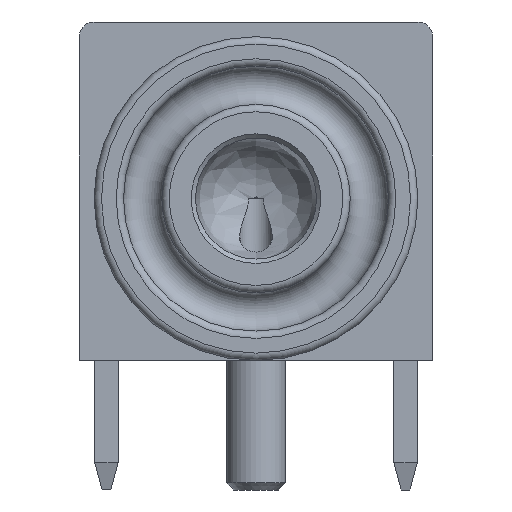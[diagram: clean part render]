
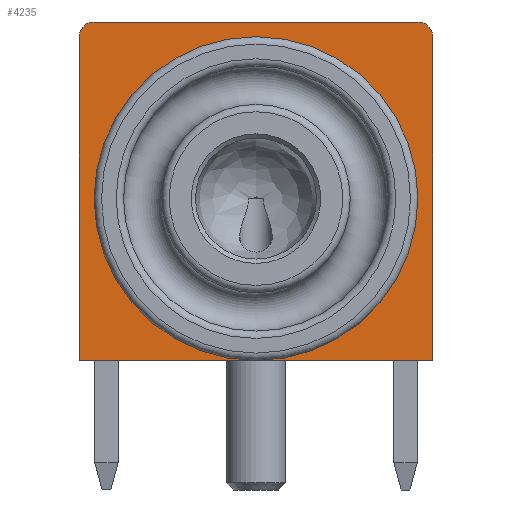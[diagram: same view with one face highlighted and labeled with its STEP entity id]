
A CAD part, front view. The second image highlights one B-rep face of the part: STEP entity #4235.
In plain terms, the highlighted planar face has unit normal (0, -1, 0).
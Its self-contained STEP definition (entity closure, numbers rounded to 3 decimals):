
#460=LINE('',#5926,#678);
#491=LINE('',#6078,#596);
#511=LINE('',#6123,#701);
#512=LINE('',#6139,#702);
#596=VECTOR('',#4640,6.);
#678=VECTOR('',#4644,11.);
#701=VECTOR('',#4749,11.);
#702=VECTOR('',#4754,11.);
#854=PLANE('',#4503);
#1222=FACE_OUTER_BOUND('',#1515,.T.);
#1515=EDGE_LOOP('',(#3877,#3878,#3879,#3880,#3881,#3882,#3883,#3884));
#1542=CIRCLE('',#4405,0.5);
#1548=CIRCLE('',#4414,0.5);
#1597=CIRCLE('',#4501,5.5);
#1943=VERTEX_POINT('',#5910);
#1944=VERTEX_POINT('',#5911);
#1949=VERTEX_POINT('',#5925);
#1959=VERTEX_POINT('',#5947);
#1988=VERTEX_POINT('',#6077);
#1989=VERTEX_POINT('',#6078);
#1990=VERTEX_POINT('',#6079);
#2525=EDGE_CURVE('',#1943,#1944,#1542,.T.);
#2532=EDGE_CURVE('',#1944,#1949,#460,.T.);
#2543=EDGE_CURVE('',#1949,#1959,#1548,.T.);
#2594=EDGE_CURVE('',#1988,#1989,#491,.T.);
#2595=EDGE_CURVE('',#1989,#1990,#491,.T.);
#2627=EDGE_CURVE('',#1988,#1959,#511,.T.);
#2637=EDGE_CURVE('',#1989,#1989,#1597,.T.);
#2638=EDGE_CURVE('',#1943,#1990,#512,.T.);
#3877=ORIENTED_EDGE('',*,*,#2525,.F.);
#3878=ORIENTED_EDGE('',*,*,#2638,.T.);
#3879=ORIENTED_EDGE('',*,*,#2595,.F.);
#3880=ORIENTED_EDGE('',*,*,#2637,.T.);
#3881=ORIENTED_EDGE('',*,*,#2594,.F.);
#3882=ORIENTED_EDGE('',*,*,#2627,.T.);
#3883=ORIENTED_EDGE('',*,*,#2543,.F.);
#3884=ORIENTED_EDGE('',*,*,#2532,.F.);
#4235=ADVANCED_FACE('',(#1222),#854,.T.);
#4405=AXIS2_PLACEMENT_3D('',#5912,#4690,#4689);
#4414=AXIS2_PLACEMENT_3D('',#5948,#4690,#4702);
#4501=AXIS2_PLACEMENT_3D('',#6137,#4690,#4647);
#4503=AXIS2_PLACEMENT_3D('',#6138,#4752,#4753);
#4640=DIRECTION('',(-1.,0.,0.));
#4644=DIRECTION('',(1.,0.,0.));
#4647=DIRECTION('ref_axis',(1.,0.,0.));
#4689=DIRECTION('ref_axis',(-0.707,0.,0.707));
#4690=DIRECTION('center_axis',(0.,1.,0.));
#4702=DIRECTION('ref_axis',(0.707,0.,0.707));
#4749=DIRECTION('',(0.,0.,1.));
#4752=DIRECTION('center_axis',(0.,-1.,0.));
#4753=DIRECTION('ref_axis',(0.,0.,-1.));
#4754=DIRECTION('',(0.,0.,-1.));
#5910=CARTESIAN_POINT('',(-6.,0.,5.5));
#5911=CARTESIAN_POINT('',(-5.5,0.,6.));
#5912=CARTESIAN_POINT('Origin',(-5.5,0.,5.5));
#5925=CARTESIAN_POINT('',(5.5,0.,6.));
#5926=CARTESIAN_POINT('',(0.,0.,6.));
#5947=CARTESIAN_POINT('',(6.,0.,5.5));
#5948=CARTESIAN_POINT('Origin',(5.5,0.,5.5));
#6077=CARTESIAN_POINT('',(6.,0.,-5.5));
#6078=CARTESIAN_POINT('',(0.,0.,-5.5));
#6079=CARTESIAN_POINT('',(-6.,0.,-5.5));
#6123=CARTESIAN_POINT('',(6.,0.,6.));
#6137=CARTESIAN_POINT('Origin',(0.,0.,0.));
#6138=CARTESIAN_POINT('Origin',(0.,0.,-5.5));
#6139=CARTESIAN_POINT('',(-6.,0.,6.));
